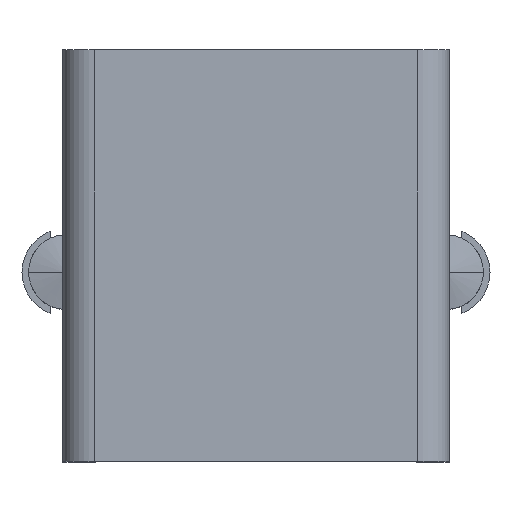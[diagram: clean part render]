
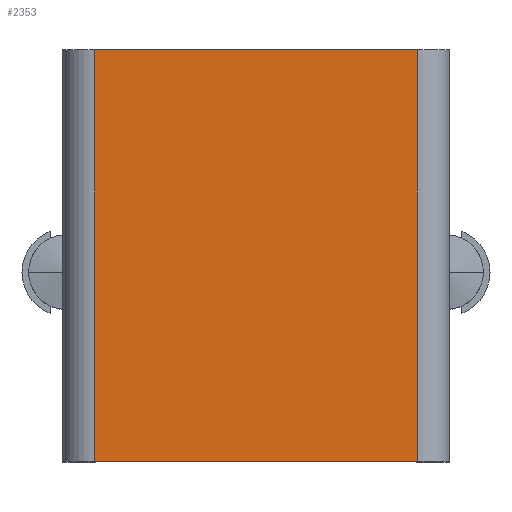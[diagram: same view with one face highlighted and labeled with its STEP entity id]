
A CAD part, top view. The second image highlights one B-rep face of the part: STEP entity #2353.
In plain terms, the highlighted planar face has unit normal (0, 0, 1).
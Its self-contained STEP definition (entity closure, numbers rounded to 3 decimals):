
#1233=EDGE_CURVE('',#1845,#3285,#3576,.T.);
#1549=EDGE_CURVE('',#1845,#3367,#3917,.F.);
#1799=EDGE_CURVE('',#2997,#3285,#4184,.T.);
#1845=VERTEX_POINT('',#4234);
#2353=ADVANCED_FACE('',(#4781),#4782,.T.);
#2593=EDGE_CURVE('',#3367,#2997,#5046,.T.);
#2997=VERTEX_POINT('',#5498);
#3285=VERTEX_POINT('',#5811);
#3367=VERTEX_POINT('',#5898);
#3576=LINE('',#6125,#6126);
#3917=LINE('',#8067,#8068);
#4184=LINE('',#8633,#8634);
#4234=CARTESIAN_POINT('',(-5.1,6.5,7.25));
#4781=FACE_OUTER_BOUND('',#15080,.T.);
#4782=PLANE('',#15081);
#5046=LINE('',#15443,#15444);
#5498=CARTESIAN_POINT('',(5.1,-6.5,7.25));
#5811=CARTESIAN_POINT('',(5.1,6.5,7.25));
#5898=CARTESIAN_POINT('',(-5.1,-6.5,7.25));
#6125=CARTESIAN_POINT('',(-6.1,6.5,7.25));
#6126=VECTOR('',#18405,1000.0);
#8067=CARTESIAN_POINT('',(-5.1,-6.5,7.25));
#8068=VECTOR('',#18725,1000.0);
#8633=CARTESIAN_POINT('',(5.1,-6.5,7.25));
#8634=VECTOR('',#18969,1000.0);
#15080=EDGE_LOOP('',(#19552,#19553,#19554,#19555));
#15081=AXIS2_PLACEMENT_3D('',#19556,#19557,#19558);
#15443=CARTESIAN_POINT('',(-6.1,-6.5,7.25));
#15444=VECTOR('',#19818,1000.0);
#18405=DIRECTION('',(1.0,0.0,0.));
#18725=DIRECTION('',(0.0,1.0,0.0));
#18969=DIRECTION('',(0.0,1.0,0.0));
#19552=ORIENTED_EDGE('',*,*,#1233,.F.);
#19553=ORIENTED_EDGE('',*,*,#1549,.T.);
#19554=ORIENTED_EDGE('',*,*,#2593,.T.);
#19555=ORIENTED_EDGE('',*,*,#1799,.T.);
#19556=CARTESIAN_POINT('',(-6.1,-6.5,7.25));
#19557=DIRECTION('',(0.,0.,1.0));
#19558=DIRECTION('',(1.0,0.,0.0));
#19818=DIRECTION('',(1.0,0.0,0.));
